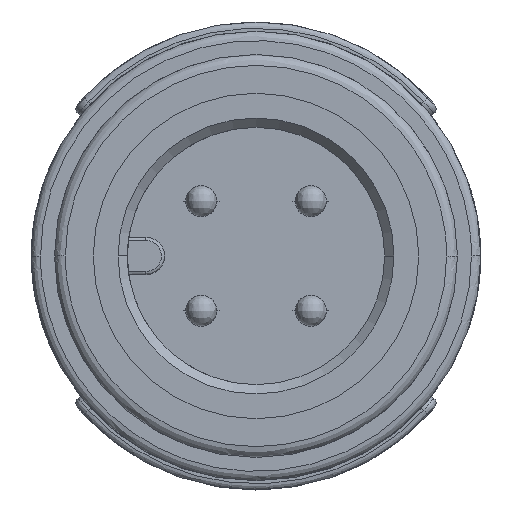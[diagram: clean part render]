
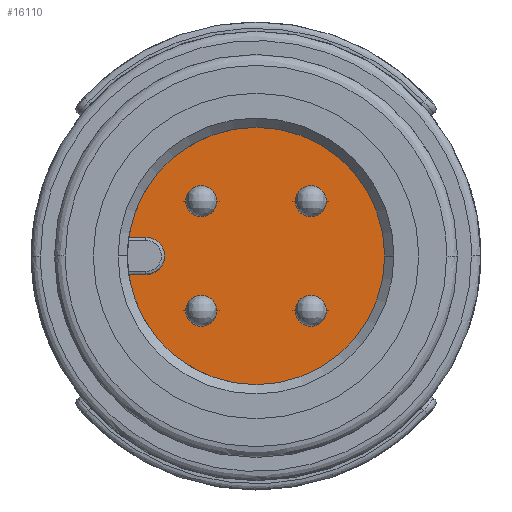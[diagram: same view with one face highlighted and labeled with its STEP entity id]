
A CAD part, left-side view. The second image highlights one B-rep face of the part: STEP entity #16110.
In plain terms, the highlighted planar face has unit normal (-1, 0, 0).
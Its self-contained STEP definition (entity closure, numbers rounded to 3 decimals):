
#357 = CARTESIAN_POINT ( 'NONE',  ( -27.333, 11.797, 0.6 ) ) ;
#572 = VERTEX_POINT ( 'NONE', #2683 ) ;
#812 = ORIENTED_EDGE ( 'NONE', *, *, #8566, .T. ) ;
#976 = CIRCLE ( 'NONE', #2204, 4.15 ) ;
#1995 = CIRCLE ( 'NONE', #7032, 4.15 ) ;
#2204 = AXIS2_PLACEMENT_3D ( 'NONE', #5228, #16507, #6829 ) ;
#2683 = CARTESIAN_POINT ( 'NONE',  ( -27.333, 11.797, -4.15 ) ) ;
#3954 = DIRECTION ( 'NONE',  ( -1., 0., 0. ) ) ;
#4874 = PLANE ( 'NONE',  #18476 ) ;
#5228 = CARTESIAN_POINT ( 'NONE',  ( -27.333, 11.797, 0. ) ) ;
#5747 = ORIENTED_EDGE ( 'NONE', *, *, #12193, .T. ) ;
#6184 = CIRCLE ( 'NONE', #16898, 4.15 ) ;
#6488 = DIRECTION ( 'NONE',  ( 0., 0., 1. ) ) ;
#6829 = DIRECTION ( 'NONE',  ( 0., 0., 1. ) ) ;
#7008 = CARTESIAN_POINT ( 'NONE',  ( -27.333, 15.347, 0. ) ) ;
#7032 = AXIS2_PLACEMENT_3D ( 'NONE', #16998, #7329, #18637 ) ;
#7318 = VERTEX_POINT ( 'NONE', #12187 ) ;
#7329 = DIRECTION ( 'NONE',  ( -1., 0., 0. ) ) ;
#7570 = CARTESIAN_POINT ( 'NONE',  ( -27.333, 15.347, 0.6 ) ) ;
#7625 = DIRECTION ( 'NONE',  ( 0., -1., 0. ) ) ;
#7960 = DIRECTION ( 'NONE',  ( 0., 1., 0. ) ) ;
#8112 = LINE ( 'NONE', #357, #11864 ) ;
#8141 = ORIENTED_EDGE ( 'NONE', *, *, #10308, .T. ) ;
#8467 = CARTESIAN_POINT ( 'NONE',  ( -27.333, 15.347, -0.6 ) ) ;
#8566 = EDGE_CURVE ( 'NONE', #7318, #572, #976, .T. ) ;
#8654 = DIRECTION ( 'NONE',  ( 0., 0., 1. ) ) ;
#9812 = ORIENTED_EDGE ( 'NONE', *, *, #19453, .T. ) ;
#10308 = EDGE_CURVE ( 'NONE', #17944, #19118, #8112, .T. ) ;
#10849 = CARTESIAN_POINT ( 'NONE',  ( -27.333, 15.904, 0.6 ) ) ;
#10911 = CARTESIAN_POINT ( 'NONE',  ( -27.333, 11.797, -0.6 ) ) ;
#11296 = CARTESIAN_POINT ( 'NONE',  ( -27.333, 11.797, 0. ) ) ;
#11444 = ORIENTED_EDGE ( 'NONE', *, *, #16427, .T. ) ;
#11635 = VERTEX_POINT ( 'NONE', #12724 ) ;
#11864 = VECTOR ( 'NONE', #7625, 1000. ) ;
#12187 = CARTESIAN_POINT ( 'NONE',  ( -27.333, 15.904, -0.6 ) ) ;
#12193 = EDGE_CURVE ( 'NONE', #19118, #16256, #19962, .T. ) ;
#12320 = AXIS2_PLACEMENT_3D ( 'NONE', #7008, #18319, #8654 ) ;
#12614 = EDGE_LOOP ( 'NONE', ( #812, #13880, #9812, #8141, #5747, #11444 ) ) ;
#12724 = CARTESIAN_POINT ( 'NONE',  ( -27.333, 11.797, 4.15 ) ) ;
#13562 = CARTESIAN_POINT ( 'NONE',  ( -27.333, 11.797, 0. ) ) ;
#13880 = ORIENTED_EDGE ( 'NONE', *, *, #18198, .T. ) ;
#14290 = LINE ( 'NONE', #10911, #18105 ) ;
#15205 = DIRECTION ( 'NONE',  ( 0., 0., 1. ) ) ;
#16110 = ADVANCED_FACE ( 'NONE', ( #20392 ), #4874, .T. ) ;
#16160 = DIRECTION ( 'NONE',  ( -1., 0., 0. ) ) ;
#16256 = VERTEX_POINT ( 'NONE', #8467 ) ;
#16427 = EDGE_CURVE ( 'NONE', #16256, #7318, #14290, .T. ) ;
#16507 = DIRECTION ( 'NONE',  ( -1., 0., 0. ) ) ;
#16898 = AXIS2_PLACEMENT_3D ( 'NONE', #13562, #3954, #15205 ) ;
#16998 = CARTESIAN_POINT ( 'NONE',  ( -27.333, 11.797, 0. ) ) ;
#17944 = VERTEX_POINT ( 'NONE', #10849 ) ;
#18105 = VECTOR ( 'NONE', #7960, 1000. ) ;
#18198 = EDGE_CURVE ( 'NONE', #572, #11635, #6184, .T. ) ;
#18319 = DIRECTION ( 'NONE',  ( 1., 0., 0. ) ) ;
#18476 = AXIS2_PLACEMENT_3D ( 'NONE', #11296, #16160, #6488 ) ;
#18637 = DIRECTION ( 'NONE',  ( 0., 0., 1. ) ) ;
#19118 = VERTEX_POINT ( 'NONE', #7570 ) ;
#19453 = EDGE_CURVE ( 'NONE', #11635, #17944, #1995, .T. ) ;
#19962 = CIRCLE ( 'NONE', #12320, 0.6 ) ;
#20392 = FACE_OUTER_BOUND ( 'NONE', #12614, .T. ) ;
